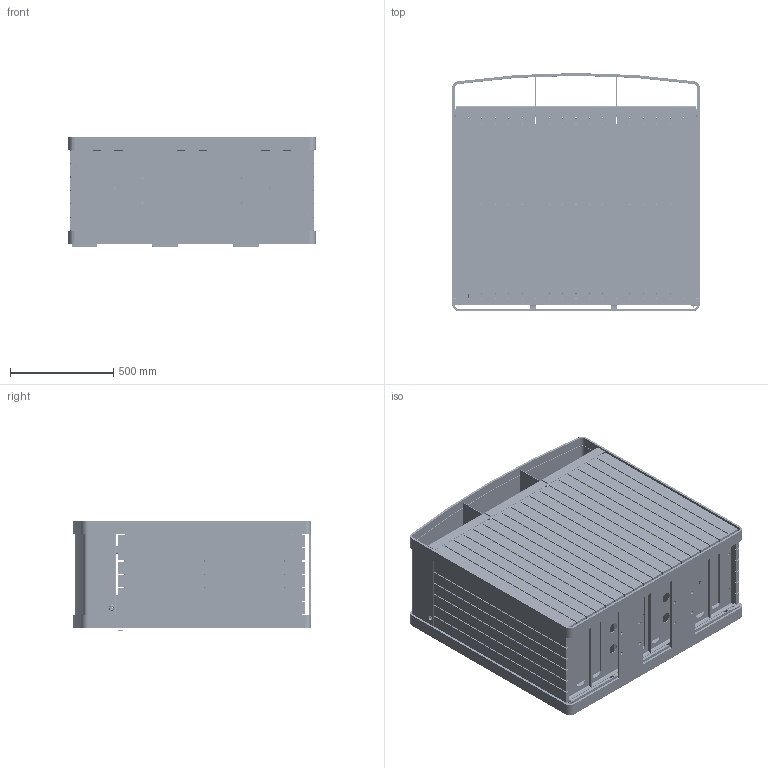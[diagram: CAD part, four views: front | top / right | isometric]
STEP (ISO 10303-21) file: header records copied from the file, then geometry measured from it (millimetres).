
FILE_DESCRIPTION (( 'STEP AP203' ), '1' );
FILE_NAME ('STLB.70S3.W.STEP', '2021-02-23T07:18:51', ( '' ), ( '' ), 'SwSTEP 2.0', 'SolidWorks 2020', '' );
FILE_SCHEMA (( 'CONFIG_CONTROL_DESIGN' ));
Length unit declared in the file: millimetre
Products named in the file (97): STLB.W-Wood Handle; STLB.W-Side Strip; STLB.70.W Door Frame; STLB Lock Pos pin; STLB Frame Bottom Reinf; STLB Lock Axle Holder; STLB.70WS3 Frame Assembly; Adjusting Ring DIN 705A Inox A1; STLB.70.W Door_Door 1; STLB.70.W-Door Hinge Bottom; Bush-PA 6x8x10x10x2 DIN1494; STLB Axle; STLB.W-Wood; STLB.W Door lock; STLB Door Axle Mount; STLB.W Door Pos.; STLB Cas Lock strip; STLB.70WS3.W Back strip; STLB Frame Trash insert connect; STLB.70 Trash Insert; STLB.70WS3 Devider; STLB Frame Lock Pin Slide; PE Spacer 15x2.5x8.2.; STLB Casette; plain washer normal grade a_iso_Washer ISO 7089 - 5; STLB.W Side Panel; STLB Lock Arm2; _1-100-1-1; hex screw gradeab_iso_ISO 4017 - M5 x 12-N; STLB Frame Glide plate Right; Handle FOB NINGBO; STLB Frame Lock Offset; STLB.70WS3.W Back Panel; STLB.WS-Frame Hinge reinf; _1-100-2; STLB Frame Axle holder; STLB.70 Garbage; STLB.70S3.W; STLB Lock Pin; STLB.70WS3-Lock Axle ...
Assembly tree (438 placements, depth 4):
  STLB.70S3.W
    STLB.70WS3 Frame Assembly
      STLB.70WS3 Frame
        STLB.70WS3- Frame Outside Strip  x4
        STLB.70WS3-Frame Outside TopStrip  x2
        STLB.70WS3-Frame Top plate
        STLB.70WS3-Frame Bottom
        STLB.70WS3-Frame Front Strip
        STLB Frame Bottom Reinf  x7
        STLB.70WS3-Frame Back Strip
        STLB Frame Lock Offset
        STLB.WS Frame Lock Connect
        STLB Frame Lock End
        STLB Frame Panel Connect  x3
        STLB Frame Back Panel connect  x4
        STLB Frame Trash insert connect  x6
        STLB Frame Glide plate Left
        STLB Frame Glide plate Right
        STLB.WS-Frame Bottom Strip  x2
        STLB.WS-Frame Lock Connect Mid  x2
        STLB.WS-Frame Glide plate Mid  x2
        STLB.WS-Frame Hinge reinf  x2
        STLB.70WS3 Devider  x2
        STLB Frame Axle holder
      STLB Axle
        STLB Door Axle
        STLB Door Axle Mount
      slotted pan shoulder screw_din_DIN 923 - M5 x 12 --- 7N  x21
      PE Spacer 15x2.5x8.2.  x40
      Bush-PA 6x8x10x10x2 DIN1494  x9
      hex screw gradeab_iso_ISO 4017 - M5 x 12-N  x21
      plain washer normal grade a_iso_Washer ISO 7089 - 5  x33
      socket set screw flat point_iso_ISO 4026 - M6 x 8-N  x8
      STLB Lock Axle Holder  x6
      STLB.70WS3-Lock Axle
      STLB Lock Arm2  x3
      Adjusting Ring DIN 705A Inox A1  x8
      STLB Lock Arm  x3
      socket countersunk head screw_iso_ISO 10642 - M5 x 30 - 30N  x12
      STLB Casette
        STLB Cas Lock strip
        STLB Lock Pin  x2
      STLB Axle
        STLB Door Axle
        STLB Door Axle Mount
      STLB Axle
        STLB Door Axle
        STLB Door Axle Mount
      STLB Casette
        STLB Cas Lock strip
        STLB Lock Pin  x2
      STLB Casette
        STLB Cas Lock strip
        STLB Lock Pin  x2
      STLB Lock Pos pin
        STLB Frame Lock Pin Slide Plate
        STLB Frame Lock Pin Slide
      socket countersunk head screw_iso_ISO 10642 - M5 x 12 - 12N  x6
      STLB Lock Pos pin
        STLB Frame Lock Pin Slide Plate
Bounding box: 1195 x 1150 x 530 mm (x, y, z)
Volume: 77662338.7 mm3; surface area: 25708793 mm2
Topology: 410 solids, 410 shells, 10219 faces, 24607 edges, 15264 vertices
Faces by surface type: plane 5339, cylinder 3196, cone 1246, torus 264, bspline 174
Entity records: 108229 total; most frequent: CARTESIAN_POINT 17601, DIRECTION 15009, ORIENTED_EDGE 14438, EDGE_CURVE 7219, LINE 5113, VECTOR 5113, AXIS2_PLACEMENT_3D 4948, VERTEX_POINT 4597
